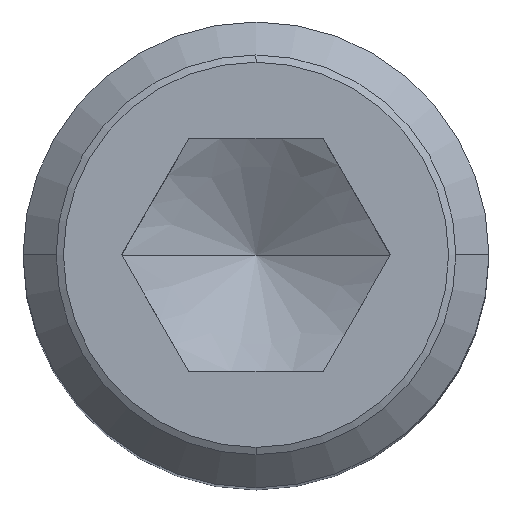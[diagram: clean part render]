
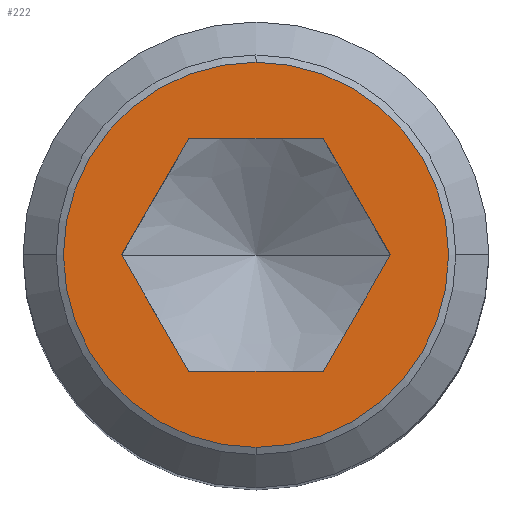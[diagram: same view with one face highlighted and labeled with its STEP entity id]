
A CAD part, top view. The second image highlights one B-rep face of the part: STEP entity #222.
In plain terms, the highlighted planar face has unit normal (0, 0, 1).
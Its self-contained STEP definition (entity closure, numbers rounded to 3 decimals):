
#132=VERTEX_POINT('',#349);
#146=EDGE_CURVE('',#214,#216,#365,.T.);
#156=EDGE_CURVE('',#216,#214,#376,.T.);
#160=EDGE_CURVE('',#312,#176,#380,.T.);
#176=VERTEX_POINT('',#397);
#184=EDGE_CURVE('',#176,#238,#405,.T.);
#214=VERTEX_POINT('',#439);
#216=VERTEX_POINT('',#441);
#222=ADVANCED_FACE('',(#447,#448),#449,.T.);
#232=EDGE_CURVE('',#238,#132,#460,.T.);
#238=VERTEX_POINT('',#466);
#294=VERTEX_POINT('',#531);
#310=EDGE_CURVE('',#328,#294,#549,.T.);
#312=VERTEX_POINT('',#551);
#316=EDGE_CURVE('',#294,#312,#555,.T.);
#322=EDGE_CURVE('',#132,#328,#561,.T.);
#328=VERTEX_POINT('',#568);
#349=CARTESIAN_POINT('',(1.443,0.0,0.));
#365=CIRCLE('',#604,2.067);
#376=CIRCLE('',#619,2.067);
#380=LINE('',#624,#625);
#397=CARTESIAN_POINT('',(-0.722,1.25,0.));
#405=LINE('',#671,#672);
#439=CARTESIAN_POINT('',(0.,2.067,0.));
#441=CARTESIAN_POINT('',(0.,-2.067,0.));
#447=FACE_BOUND('',#752,.T.);
#448=FACE_OUTER_BOUND('',#753,.T.);
#449=PLANE('',#754);
#460=LINE('',#769,#770);
#466=CARTESIAN_POINT('',(0.722,1.25,0.));
#531=CARTESIAN_POINT('',(-0.722,-1.25,0.));
#549=LINE('',#895,#896);
#551=CARTESIAN_POINT('',(-1.443,0.0,0.));
#555=LINE('',#905,#906);
#561=LINE('',#913,#914);
#568=CARTESIAN_POINT('',(0.722,-1.25,0.));
#604=AXIS2_PLACEMENT_3D('',#948,#949,#950);
#619=AXIS2_PLACEMENT_3D('',#963,#964,#965);
#624=CARTESIAN_POINT('',(-0.902,0.938,0.));
#625=VECTOR('',#966,1.0);
#671=CARTESIAN_POINT('',(0.361,1.25,0.));
#672=VECTOR('',#983,1.0);
#752=EDGE_LOOP('',(#1026,#1027,#1028,#1029,#1030,#1031));
#753=EDGE_LOOP('',(#1032,#1033));
#754=AXIS2_PLACEMENT_3D('',#1034,#1035,#1036);
#769=CARTESIAN_POINT('',(1.263,0.313,0.));
#770=VECTOR('',#1050,1.0);
#895=CARTESIAN_POINT('',(-0.361,-1.25,0.));
#896=VECTOR('',#1163,1.0);
#905=CARTESIAN_POINT('',(-1.263,-0.312,0.));
#906=VECTOR('',#1165,1.0);
#913=CARTESIAN_POINT('',(0.902,-0.937,0.));
#914=VECTOR('',#1166,1.0);
#948=CARTESIAN_POINT('',(0.,0.,0.));
#949=DIRECTION('',(0.0,0.0,1.0));
#950=DIRECTION('',(0.,1.0,0.0));
#963=CARTESIAN_POINT('',(0.,0.,0.));
#964=DIRECTION('',(0.0,0.0,1.0));
#965=DIRECTION('',(0.,1.0,0.0));
#966=DIRECTION('',(0.5,0.866,0.));
#983=DIRECTION('',(1.0,0.0,0.0));
#1026=ORIENTED_EDGE('',*,*,#316,.T.);
#1027=ORIENTED_EDGE('',*,*,#160,.T.);
#1028=ORIENTED_EDGE('',*,*,#184,.T.);
#1029=ORIENTED_EDGE('',*,*,#232,.T.);
#1030=ORIENTED_EDGE('',*,*,#322,.T.);
#1031=ORIENTED_EDGE('',*,*,#310,.T.);
#1032=ORIENTED_EDGE('',*,*,#146,.T.);
#1033=ORIENTED_EDGE('',*,*,#156,.T.);
#1034=CARTESIAN_POINT('',(-1.772,0.,0.));
#1035=DIRECTION('',(0.0,0.0,1.0));
#1036=DIRECTION('',(-1.0,0.,0.0));
#1050=DIRECTION('',(0.5,-0.866,0.));
#1163=DIRECTION('',(-1.0,0.0,0.0));
#1165=DIRECTION('',(-0.5,0.866,0.));
#1166=DIRECTION('',(-0.5,-0.866,0.));
